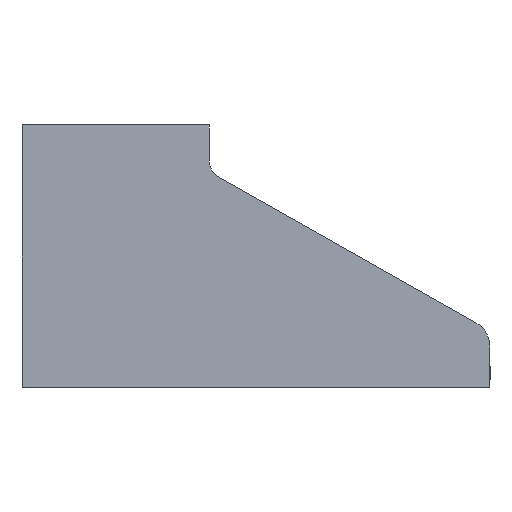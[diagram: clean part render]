
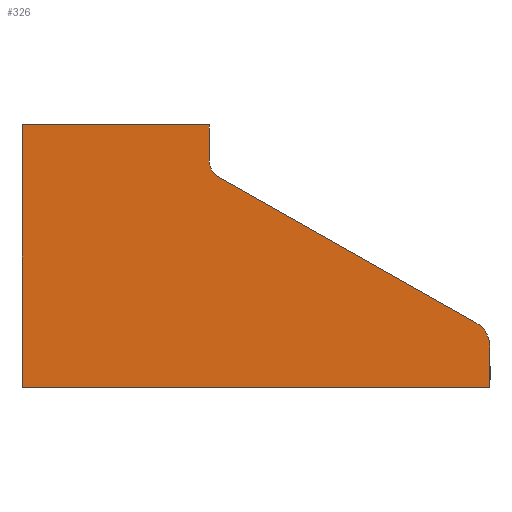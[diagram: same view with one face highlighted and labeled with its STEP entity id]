
A CAD part, front view. The second image highlights one B-rep face of the part: STEP entity #326.
In plain terms, the highlighted planar face has unit normal (0, -1, 0).
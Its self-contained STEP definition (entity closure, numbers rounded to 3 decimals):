
#45 = CARTESIAN_POINT ( 'NONE',  ( 300., 0., 0. ) ) ;
#46 = DIRECTION ( 'NONE',  ( 0., 0., 1. ) ) ;
#110 = CARTESIAN_POINT ( 'NONE',  ( 600., 0., -237.237 ) ) ;
#114 = DIRECTION ( 'NONE',  ( 0., 0., 1. ) ) ;
#220 = CARTESIAN_POINT ( 'NONE',  ( 600., 0., -280. ) ) ;
#235 = CARTESIAN_POINT ( 'NONE',  ( 300., 0., -38.101 ) ) ;
#241 = CARTESIAN_POINT ( 'NONE',  ( 100., 0., 0. ) ) ;
#251 = CARTESIAN_POINT ( 'NONE',  ( 300., 0., 0. ) ) ;
#269 = CARTESIAN_POINT ( 'NONE',  ( 310.14, 0., -55.501 ) ) ;
#326 = ADVANCED_FACE ( 'NONE', ( #828 ), #1430, .F. ) ;
#365 = ORIENTED_EDGE ( 'NONE', *, *, #983, .F. ) ;
#366 = ORIENTED_EDGE ( 'NONE', *, *, #970, .F. ) ;
#367 = ORIENTED_EDGE ( 'NONE', *, *, #979, .F. ) ;
#368 = ORIENTED_EDGE ( 'NONE', *, *, #1700, .T. ) ;
#369 = ORIENTED_EDGE ( 'NONE', *, *, #969, .T. ) ;
#370 = ORIENTED_EDGE ( 'NONE', *, *, #971, .T. ) ;
#371 = ORIENTED_EDGE ( 'NONE', *, *, #973, .T. ) ;
#372 = ORIENTED_EDGE ( 'NONE', *, *, #1383, .T. ) ;
#597 = VERTEX_POINT ( 'NONE', #251 ) ;
#608 = VERTEX_POINT ( 'NONE', #241 ) ;
#617 = VERTEX_POINT ( 'NONE', #235 ) ;
#625 = VERTEX_POINT ( 'NONE', #269 ) ;
#628 = VERTEX_POINT ( 'NONE', #220 ) ;
#641 = VERTEX_POINT ( 'NONE', #1473 ) ;
#644 = VERTEX_POINT ( 'NONE', #1476 ) ;
#652 = VERTEX_POINT ( 'NONE', #1484 ) ;
#707 = EDGE_LOOP ( 'NONE', ( #365, #366, #367, #368, #369, #370, #371, #372 ) ) ;
#828 = FACE_OUTER_BOUND ( 'NONE', #707, .T. ) ;
#931 = CIRCLE ( 'NONE', #1253, 30. ) ;
#933 = LINE ( 'NONE', #1567, #936 ) ;
#935 = LINE ( 'NONE', #1566, #938 ) ;
#936 = VECTOR ( 'NONE', #1565, 1000. ) ;
#938 = VECTOR ( 'NONE', #1572, 1000. ) ;
#969 = EDGE_CURVE ( 'NONE', #644, #641, #931, .T. ) ;
#970 = EDGE_CURVE ( 'NONE', #652, #608, #933, .T. ) ;
#971 = EDGE_CURVE ( 'NONE', #641, #625, #935, .T. ) ;
#973 = EDGE_CURVE ( 'NONE', #625, #617, #992, .T. ) ;
#979 = EDGE_CURVE ( 'NONE', #628, #652, #1002, .T. ) ;
#983 = EDGE_CURVE ( 'NONE', #608, #597, #1010, .T. ) ;
#992 = CIRCLE ( 'NONE', #1252, 20. ) ;
#1002 = LINE ( 'NONE', #1590, #1005 ) ;
#1005 = VECTOR ( 'NONE', #1591, 1000. ) ;
#1010 = LINE ( 'NONE', #1597, #1013 ) ;
#1013 = VECTOR ( 'NONE', #1598, 1000. ) ;
#1095 = LINE ( 'NONE', #45, #1098 ) ;
#1098 = VECTOR ( 'NONE', #46, 1000. ) ;
#1137 = LINE ( 'NONE', #110, #1146 ) ;
#1146 = VECTOR ( 'NONE', #114, 1000. ) ;
#1252 = AXIS2_PLACEMENT_3D ( 'NONE', #1577, #1578, #1579 ) ;
#1253 = AXIS2_PLACEMENT_3D ( 'NONE', #1568, #1569, #1570 ) ;
#1328 = AXIS2_PLACEMENT_3D ( 'NONE', #1452, #1449, #1427 ) ;
#1383 = EDGE_CURVE ( 'NONE', #617, #597, #1095, .T. ) ;
#1427 = DIRECTION ( 'NONE',  ( 0., 0., 1. ) ) ;
#1430 = PLANE ( 'NONE',  #1328 ) ;
#1449 = DIRECTION ( 'NONE',  ( 0., 1., 0. ) ) ;
#1452 = CARTESIAN_POINT ( 'NONE',  ( -120., 0., -38.101 ) ) ;
#1473 = CARTESIAN_POINT ( 'NONE',  ( 584.79, 0., -211.137 ) ) ;
#1476 = CARTESIAN_POINT ( 'NONE',  ( 600., 0., -237.237 ) ) ;
#1484 = CARTESIAN_POINT ( 'NONE',  ( 100., 0., -280. ) ) ;
#1565 = DIRECTION ( 'NONE',  ( 0., 0., 1. ) ) ;
#1566 = CARTESIAN_POINT ( 'NONE',  ( 310.14, 0., -55.501 ) ) ;
#1567 = CARTESIAN_POINT ( 'NONE',  ( 100., 0., 0. ) ) ;
#1568 = CARTESIAN_POINT ( 'NONE',  ( 570., 0., -237.237 ) ) ;
#1569 = DIRECTION ( 'NONE',  ( 0., -1., 0. ) ) ;
#1570 = DIRECTION ( 'NONE',  ( 0., 0., 1. ) ) ;
#1572 = DIRECTION ( 'NONE',  ( -0.87, 0., 0.493 ) ) ;
#1577 = CARTESIAN_POINT ( 'NONE',  ( 320., 0., -38.101 ) ) ;
#1578 = DIRECTION ( 'NONE',  ( 0., 1., 0. ) ) ;
#1579 = DIRECTION ( 'NONE',  ( 0., 0., 1. ) ) ;
#1590 = CARTESIAN_POINT ( 'NONE',  ( -400., 0., -280. ) ) ;
#1591 = DIRECTION ( 'NONE',  ( -1., 0., 0. ) ) ;
#1597 = CARTESIAN_POINT ( 'NONE',  ( -100., 0., 0. ) ) ;
#1598 = DIRECTION ( 'NONE',  ( 1., 0., 0. ) ) ;
#1700 = EDGE_CURVE ( 'NONE', #628, #644, #1137, .T. ) ;
